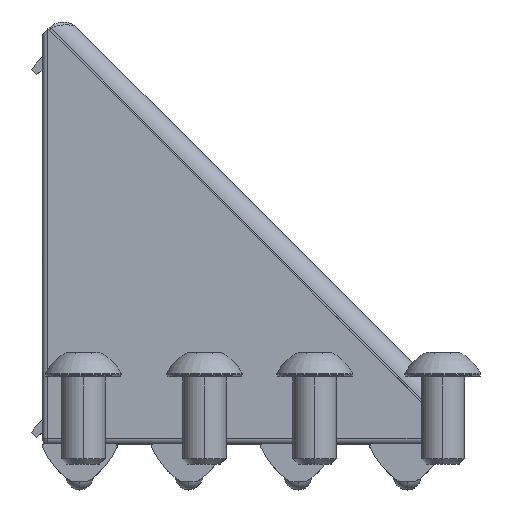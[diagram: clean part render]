
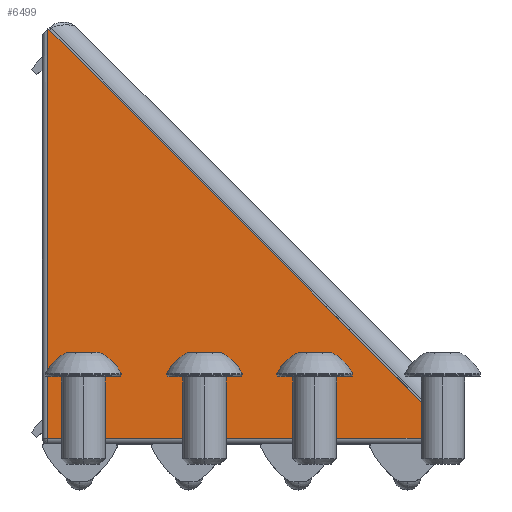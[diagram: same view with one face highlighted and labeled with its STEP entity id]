
A CAD part, top view. The second image highlights one B-rep face of the part: STEP entity #6499.
In plain terms, the highlighted planar face has unit normal (0, 0, 1).
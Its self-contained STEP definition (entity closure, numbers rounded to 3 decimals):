
#1109 = CARTESIAN_POINT ( 'NONE',  ( -47.075, 47.643, 34.308 ) ) ;
#1995 = VERTEX_POINT ( 'NONE', #27657 ) ;
#2791 = EDGE_CURVE ( 'NONE', #6653, #3943, #33873, .T. ) ;
#3036 = DIRECTION ( 'NONE',  ( 1., 0., 0. ) ) ;
#3943 = VERTEX_POINT ( 'NONE', #4921 ) ;
#4921 = CARTESIAN_POINT ( 'NONE',  ( -47.122, 47.596, 34.308 ) ) ;
#5314 = DIRECTION ( 'NONE',  ( 0., -1., 0. ) ) ;
#5814 = CARTESIAN_POINT ( 'NONE',  ( -48.122, -27.357, 34.308 ) ) ;
#6060 = FACE_OUTER_BOUND ( 'NONE', #23956, .T. ) ;
#6499 = ADVANCED_FACE ( 'NONE', ( #6060 ), #24883, .T. ) ;
#6653 = VERTEX_POINT ( 'NONE', #14467 ) ;
#8159 = DIRECTION ( 'NONE',  ( 0., 0., 1. ) ) ;
#8242 = CARTESIAN_POINT ( 'NONE',  ( -48.122, 46.596, 34.308 ) ) ;
#8294 = EDGE_CURVE ( 'NONE', #34222, #6653, #23440, .T. ) ;
#10396 = ORIENTED_EDGE ( 'NONE', *, *, #8294, .T. ) ;
#10427 = VECTOR ( 'NONE', #5314, 1000. ) ;
#10644 = DIRECTION ( 'NONE',  ( 0.707, 0.707, 0. ) ) ;
#11475 = VECTOR ( 'NONE', #10644, 1000. ) ;
#13092 = ORIENTED_EDGE ( 'NONE', *, *, #18025, .T. ) ;
#14467 = CARTESIAN_POINT ( 'NONE',  ( -47.075, 47.643, 34.308 ) ) ;
#14541 = ORIENTED_EDGE ( 'NONE', *, *, #15857, .T. ) ;
#15857 = EDGE_CURVE ( 'NONE', #1995, #34222, #33965, .T. ) ;
#16333 = EDGE_CURVE ( 'NONE', #19972, #1995, #18561, .T. ) ;
#17644 = VECTOR ( 'NONE', #3036, 1000. ) ;
#17892 = DIRECTION ( 'NONE',  ( -0.707, 0.707, 0. ) ) ;
#17917 = AXIS2_PLACEMENT_3D ( 'NONE', #24999, #8159, #27861 ) ;
#18025 = EDGE_CURVE ( 'NONE', #3943, #19972, #32021, .T. ) ;
#18203 = CARTESIAN_POINT ( 'NONE',  ( 27.878, -27.31, 34.308 ) ) ;
#18561 = LINE ( 'NONE', #5814, #17644 ) ;
#19042 = CARTESIAN_POINT ( 'NONE',  ( 26.832, -28.357, 34.308 ) ) ;
#19780 = ORIENTED_EDGE ( 'NONE', *, *, #2791, .T. ) ;
#19972 = VERTEX_POINT ( 'NONE', #24478 ) ;
#22277 = CARTESIAN_POINT ( 'NONE',  ( -47.122, -28.357, 34.308 ) ) ;
#22305 = DIRECTION ( 'NONE',  ( -0.707, -0.707, 0. ) ) ;
#23440 = LINE ( 'NONE', #1109, #30916 ) ;
#23956 = EDGE_LOOP ( 'NONE', ( #33521, #14541, #10396, #19780, #13092 ) ) ;
#24478 = CARTESIAN_POINT ( 'NONE',  ( -47.122, -27.357, 34.308 ) ) ;
#24883 = PLANE ( 'NONE',  #17917 ) ;
#24999 = CARTESIAN_POINT ( 'NONE',  ( -48.122, -28.357, 34.308 ) ) ;
#27657 = CARTESIAN_POINT ( 'NONE',  ( 27.832, -27.357, 34.308 ) ) ;
#27861 = DIRECTION ( 'NONE',  ( 0., -1., 0. ) ) ;
#30916 = VECTOR ( 'NONE', #17892, 1000. ) ;
#32021 = LINE ( 'NONE', #22277, #10427 ) ;
#32129 = VECTOR ( 'NONE', #22305, 1000. ) ;
#33521 = ORIENTED_EDGE ( 'NONE', *, *, #16333, .T. ) ;
#33873 = LINE ( 'NONE', #8242, #32129 ) ;
#33965 = LINE ( 'NONE', #19042, #11475 ) ;
#34222 = VERTEX_POINT ( 'NONE', #18203 ) ;
